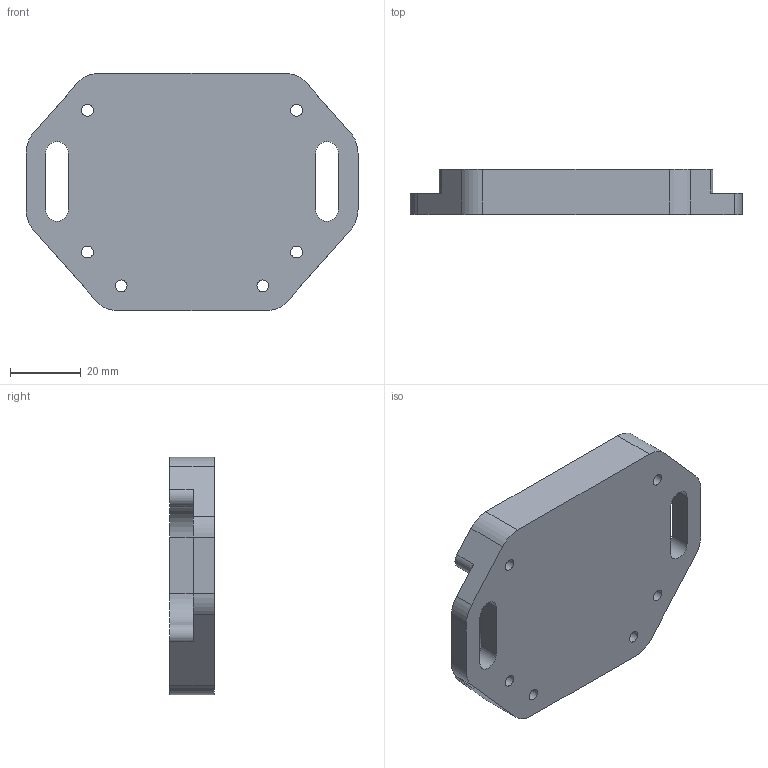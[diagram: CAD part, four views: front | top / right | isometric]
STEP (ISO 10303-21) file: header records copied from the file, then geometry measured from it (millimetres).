
FILE_DESCRIPTION(/* description */ (''),/* implementation_level */ '2;1');
FILE_NAME(/* name */ 'OPTCuvetteBase.step',/* time_stamp */ '2020-03-09T17:49:58-07:00',/* author */ (''),/* organization */ (''),/* preprocessor_version */ 'ST-DEVELOPER v18',/* originating_system */ 'Autodesk Translation Framework v8.12.0.6',/* authorisation */ '');
FILE_SCHEMA (('AUTOMOTIVE_DESIGN { 1 0 10303 214 3 1 1 }'));
Length unit declared in the file: millimetre
Products named in the file (1): CuvetteBase
Bounding box: 93.7 x 12.7 x 67 mm (x, y, z)
Volume: 58756.2 mm3; surface area: 14992.2 mm2
Topology: 1 solids, 1 shells, 50 faces, 138 edges, 90 vertices
Faces by surface type: cylinder 26, plane 18, cone 6
Full cylindrical faces by diameter (mm): 3.332 x6
Entity records: 1677 total; most frequent: DIRECTION 298, CARTESIAN_POINT 279, ORIENTED_EDGE 276, EDGE_CURVE 138, AXIS2_PLACEMENT_3D 109, VERTEX_POINT 90, LINE 80, VECTOR 80
